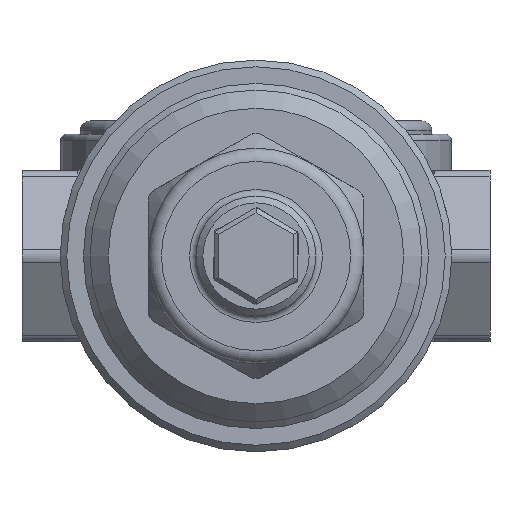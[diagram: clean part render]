
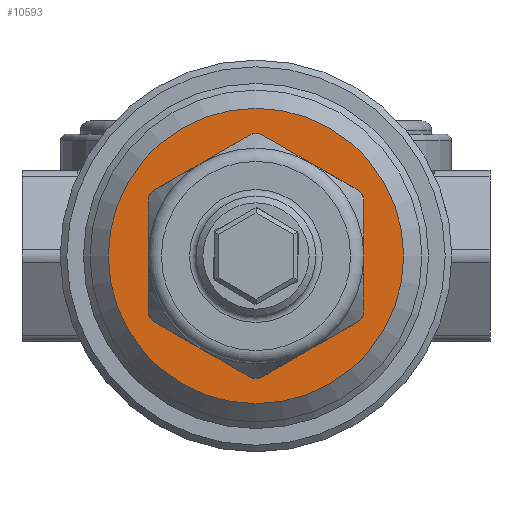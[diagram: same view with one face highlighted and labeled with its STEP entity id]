
A CAD part, front view. The second image highlights one B-rep face of the part: STEP entity #10593.
In plain terms, the highlighted planar face has unit normal (0, -1, 0).
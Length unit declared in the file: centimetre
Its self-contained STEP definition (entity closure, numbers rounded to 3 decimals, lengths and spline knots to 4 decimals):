
#144=PLANE('',#11196);
#440=LINE('',#14298,#1180);
#443=LINE('',#14306,#1183);
#445=LINE('',#14312,#1185);
#447=LINE('',#14316,#1187);
#450=LINE('',#14324,#1190);
#453=LINE('',#14332,#1193);
#1180=VECTOR('',#11971,1.6454);
#1183=VECTOR('',#11980,1.6454);
#1185=VECTOR('',#11988,1.6454);
#1187=VECTOR('',#11992,1.6454);
#1190=VECTOR('',#12001,1.6454);
#1193=VECTOR('',#12010,1.6454);
#2061=FACE_BOUND('',#3307,.T.);
#2727=FACE_OUTER_BOUND('',#3306,.T.);
#3306=EDGE_LOOP('',(#6974));
#3307=EDGE_LOOP('',(#6975,#6976,#6977,#6978,#6979,#6980,#6981,#6982,#6983,
#6984,#6985,#6986));
#3922=CIRCLE('',#11133,2.225);
#3945=CIRCLE('',#11173,0.2);
#3946=CIRCLE('',#11176,0.2);
#3947=CIRCLE('',#11179,0.2);
#3948=CIRCLE('',#11183,0.2);
#3949=CIRCLE('',#11186,0.2);
#3950=CIRCLE('',#11189,0.2);
#4207=VERTEX_POINT('',#14225);
#4230=VERTEX_POINT('',#14288);
#4231=VERTEX_POINT('',#14289);
#4232=VERTEX_POINT('',#14294);
#4233=VERTEX_POINT('',#14296);
#4234=VERTEX_POINT('',#14300);
#4235=VERTEX_POINT('',#14304);
#4236=VERTEX_POINT('',#14308);
#4237=VERTEX_POINT('',#14314);
#4238=VERTEX_POINT('',#14318);
#4239=VERTEX_POINT('',#14322);
#4240=VERTEX_POINT('',#14326);
#4241=VERTEX_POINT('',#14330);
#5325=EDGE_CURVE('',#4207,#4207,#3922,.T.);
#5348=EDGE_CURVE('',#4230,#4231,#3945,.T.);
#5353=EDGE_CURVE('',#4232,#4233,#440,.T.);
#5355=EDGE_CURVE('',#4233,#4234,#3946,.T.);
#5357=EDGE_CURVE('',#4234,#4235,#443,.T.);
#5359=EDGE_CURVE('',#4235,#4236,#3947,.T.);
#5360=EDGE_CURVE('',#4236,#4230,#445,.T.);
#5362=EDGE_CURVE('',#4231,#4237,#447,.T.);
#5364=EDGE_CURVE('',#4237,#4238,#3948,.T.);
#5366=EDGE_CURVE('',#4238,#4239,#450,.T.);
#5368=EDGE_CURVE('',#4239,#4240,#3949,.T.);
#5370=EDGE_CURVE('',#4240,#4241,#453,.T.);
#5371=EDGE_CURVE('',#4241,#4232,#3950,.T.);
#6974=ORIENTED_EDGE('',*,*,#5325,.F.);
#6975=ORIENTED_EDGE('',*,*,#5353,.T.);
#6976=ORIENTED_EDGE('',*,*,#5355,.T.);
#6977=ORIENTED_EDGE('',*,*,#5357,.T.);
#6978=ORIENTED_EDGE('',*,*,#5359,.T.);
#6979=ORIENTED_EDGE('',*,*,#5360,.T.);
#6980=ORIENTED_EDGE('',*,*,#5348,.T.);
#6981=ORIENTED_EDGE('',*,*,#5362,.T.);
#6982=ORIENTED_EDGE('',*,*,#5364,.T.);
#6983=ORIENTED_EDGE('',*,*,#5366,.T.);
#6984=ORIENTED_EDGE('',*,*,#5368,.T.);
#6985=ORIENTED_EDGE('',*,*,#5370,.T.);
#6986=ORIENTED_EDGE('',*,*,#5371,.T.);
#10593=ADVANCED_FACE('',(#2727,#2061),#144,.T.);
#11133=AXIS2_PLACEMENT_3D('',#14226,#11883,#11884);
#11173=AXIS2_PLACEMENT_3D('',#14290,#11963,#11964);
#11176=AXIS2_PLACEMENT_3D('',#14302,#11975,#11976);
#11179=AXIS2_PLACEMENT_3D('',#14310,#11984,#11985);
#11183=AXIS2_PLACEMENT_3D('',#14320,#11996,#11997);
#11186=AXIS2_PLACEMENT_3D('',#14328,#12005,#12006);
#11189=AXIS2_PLACEMENT_3D('',#14334,#12013,#12014);
#11196=AXIS2_PLACEMENT_3D('',#14341,#12027,#12028);
#11883=DIRECTION('center_axis',(0.,1.,0.));
#11884=DIRECTION('ref_axis',(0.,0.,1.));
#11963=DIRECTION('center_axis',(0.,1.,0.));
#11964=DIRECTION('ref_axis',(0.,0.,-1.));
#11971=DIRECTION('',(0.866,0.,-0.5));
#11975=DIRECTION('center_axis',(0.,1.,0.));
#11976=DIRECTION('ref_axis',(0.,0.,-1.));
#11980=DIRECTION('',(0.,0.,-1.));
#11984=DIRECTION('center_axis',(0.,1.,0.));
#11985=DIRECTION('ref_axis',(0.,0.,-1.));
#11988=DIRECTION('',(-0.866,0.,-0.5));
#11992=DIRECTION('',(-0.866,0.,0.5));
#11996=DIRECTION('center_axis',(0.,1.,0.));
#11997=DIRECTION('ref_axis',(0.,0.,-1.));
#12001=DIRECTION('',(0.,0.,1.));
#12005=DIRECTION('center_axis',(0.,1.,0.));
#12006=DIRECTION('ref_axis',(0.,0.,-1.));
#12010=DIRECTION('',(0.866,0.,0.5));
#12013=DIRECTION('center_axis',(0.,1.,0.));
#12014=DIRECTION('ref_axis',(0.,0.,-1.));
#12027=DIRECTION('center_axis',(0.,-1.,0.));
#12028=DIRECTION('ref_axis',(0.,0.,-1.));
#14225=CARTESIAN_POINT('',(-0.3453,-4.569,2.225));
#14226=CARTESIAN_POINT('Origin',(-0.3453,-4.569,0.));
#14288=CARTESIAN_POINT('',(-0.2453,-4.569,-1.8187));
#14289=CARTESIAN_POINT('',(-0.4453,-4.569,-1.8187));
#14290=CARTESIAN_POINT('Origin',(-0.3453,-4.569,-1.6454));
#14294=CARTESIAN_POINT('',(-0.2453,-4.569,1.8187));
#14296=CARTESIAN_POINT('',(1.1797,-4.569,0.9959));
#14298=CARTESIAN_POINT('',(1.1797,-4.569,0.9959));
#14300=CARTESIAN_POINT('',(1.2797,-4.569,0.8227));
#14302=CARTESIAN_POINT('Origin',(1.0797,-4.569,0.8227));
#14304=CARTESIAN_POINT('',(1.2797,-4.569,-0.8227));
#14306=CARTESIAN_POINT('',(1.2797,-4.569,-0.8227));
#14308=CARTESIAN_POINT('',(1.1797,-4.569,-0.9959));
#14310=CARTESIAN_POINT('Origin',(1.0797,-4.569,-0.8227));
#14312=CARTESIAN_POINT('',(-0.2453,-4.569,-1.8187));
#14314=CARTESIAN_POINT('',(-1.8703,-4.569,-0.9959));
#14316=CARTESIAN_POINT('',(-1.8703,-4.569,-0.9959));
#14318=CARTESIAN_POINT('',(-1.9703,-4.569,-0.8227));
#14320=CARTESIAN_POINT('Origin',(-1.7703,-4.569,-0.8227));
#14322=CARTESIAN_POINT('',(-1.9703,-4.569,0.8227));
#14324=CARTESIAN_POINT('',(-1.9703,-4.569,0.8227));
#14326=CARTESIAN_POINT('',(-1.8703,-4.569,0.9959));
#14328=CARTESIAN_POINT('Origin',(-1.7703,-4.569,0.8227));
#14330=CARTESIAN_POINT('',(-0.4453,-4.569,1.8187));
#14332=CARTESIAN_POINT('',(-0.4453,-4.569,1.8187));
#14334=CARTESIAN_POINT('Origin',(-0.3453,-4.569,1.6454));
#14341=CARTESIAN_POINT('Origin',(-1.8499,-4.569,0.));
